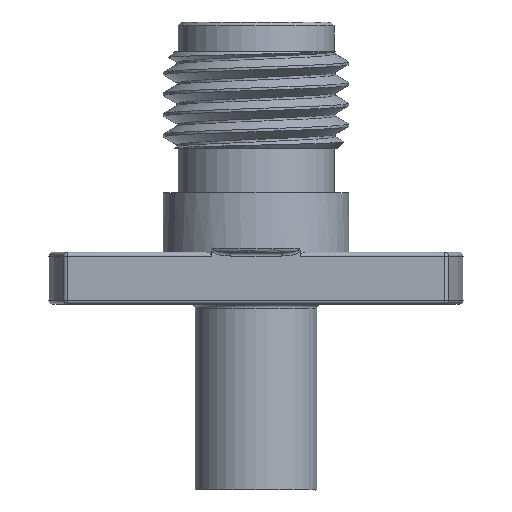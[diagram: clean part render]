
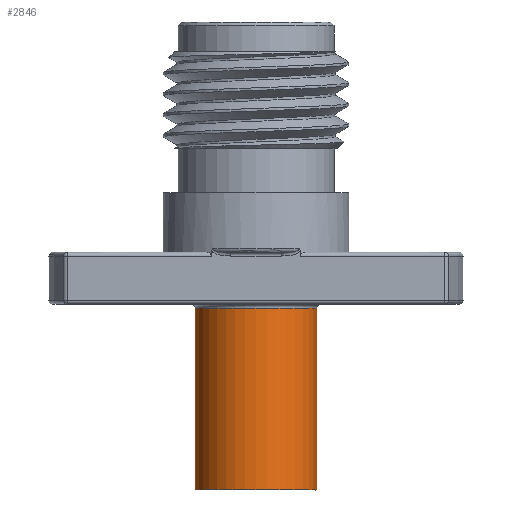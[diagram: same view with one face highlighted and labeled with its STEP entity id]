
A CAD part, front view. The second image highlights one B-rep face of the part: STEP entity #2846.
In plain terms, the highlighted cylindrical face has radius 2.083 mm (diameter 4.166 mm), a full revolution.
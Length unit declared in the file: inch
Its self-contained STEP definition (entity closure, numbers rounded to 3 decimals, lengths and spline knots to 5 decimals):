
#146 = CARTESIAN_POINT ( 'NONE',  ( 0., 0., 0.63171 ) ) ;
#274 = CARTESIAN_POINT ( 'NONE',  ( 0., 0., -0.04 ) ) ;
#281 = AXIS2_PLACEMENT_3D ( 'NONE', #274, #828, #2979 ) ;
#400 = EDGE_CURVE ( 'NONE', #1894, #1894, #1255, .T. ) ;
#459 = ORIENTED_EDGE ( 'NONE', *, *, #400, .F. ) ;
#467 = AXIS2_PLACEMENT_3D ( 'NONE', #801, #2092, #2913 ) ;
#644 = CARTESIAN_POINT ( 'NONE',  ( 0.082, 0., -0.04 ) ) ;
#801 = CARTESIAN_POINT ( 'NONE',  ( 0., 0., -0.285 ) ) ;
#828 = DIRECTION ( 'NONE',  ( 0., 0., -1. ) ) ;
#904 = DIRECTION ( 'NONE',  ( 0., 0., -1. ) ) ;
#1121 = CARTESIAN_POINT ( 'NONE',  ( -0.082, 0., -0.285 ) ) ;
#1157 = FACE_OUTER_BOUND ( 'NONE', #3188, .T. ) ;
#1255 = CIRCLE ( 'NONE', #467, 0.082 ) ;
#1279 = EDGE_CURVE ( 'NONE', #2284, #2284, #2918, .T. ) ;
#1420 = CYLINDRICAL_SURFACE ( 'NONE', #2435, 0.082 ) ;
#1894 = VERTEX_POINT ( 'NONE', #1121 ) ;
#2092 = DIRECTION ( 'NONE',  ( 0., 0., -1. ) ) ;
#2284 = VERTEX_POINT ( 'NONE', #644 ) ;
#2435 = AXIS2_PLACEMENT_3D ( 'NONE', #146, #904, #3087 ) ;
#2567 = FACE_OUTER_BOUND ( 'NONE', #2733, .T. ) ;
#2733 = EDGE_LOOP ( 'NONE', ( #3151 ) ) ;
#2846 = ADVANCED_FACE ( 'NONE', ( #2567, #1157 ), #1420, .T. ) ;
#2913 = DIRECTION ( 'NONE',  ( -1., 0., 0. ) ) ;
#2918 = CIRCLE ( 'NONE', #281, 0.082 ) ;
#2979 = DIRECTION ( 'NONE',  ( 1., 0., 0. ) ) ;
#3087 = DIRECTION ( 'NONE',  ( -1., 0., 0. ) ) ;
#3151 = ORIENTED_EDGE ( 'NONE', *, *, #1279, .T. ) ;
#3188 = EDGE_LOOP ( 'NONE', ( #459 ) ) ;
